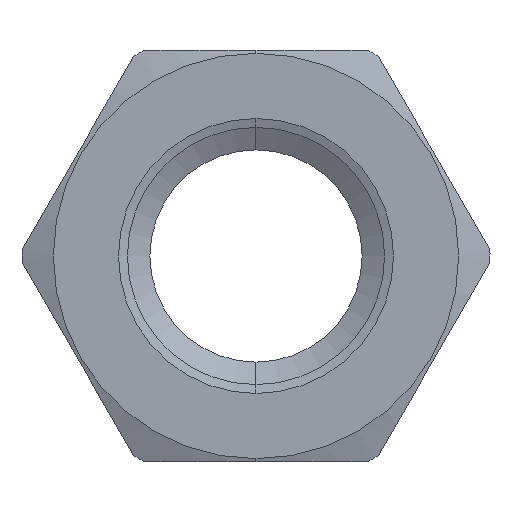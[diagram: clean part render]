
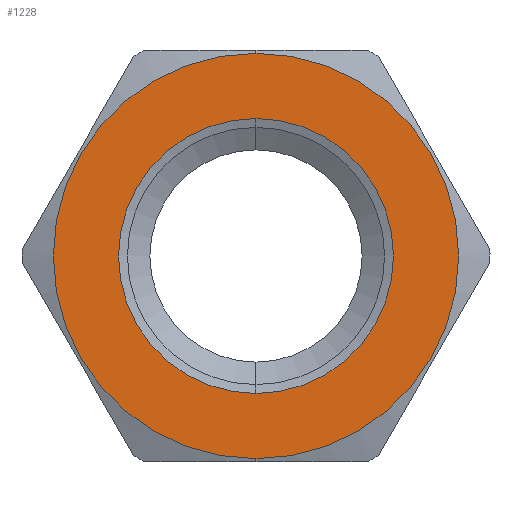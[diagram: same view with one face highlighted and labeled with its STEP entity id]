
A CAD part, front view. The second image highlights one B-rep face of the part: STEP entity #1228.
In plain terms, the highlighted planar face has unit normal (0, -1, 0).
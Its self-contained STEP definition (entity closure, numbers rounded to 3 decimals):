
#38 = CIRCLE ( 'NONE', #1145, 3.939 ) ;
#86 = AXIS2_PLACEMENT_3D ( 'NONE', #1481, #1514, #1570 ) ;
#105 = CIRCLE ( 'NONE', #1780, 2.673 ) ;
#172 = EDGE_CURVE ( 'NONE', #466, #515, #219, .T. ) ;
#193 = CIRCLE ( 'NONE', #86, 3.939 ) ;
#210 = CARTESIAN_POINT ( 'NONE',  ( 0., -4., 0. ) ) ;
#215 = CARTESIAN_POINT ( 'NONE',  ( 0., -4., -3.939 ) ) ;
#219 = CIRCLE ( 'NONE', #1464, 2.673 ) ;
#236 = EDGE_CURVE ( 'NONE', #1194, #699, #193, .T. ) ;
#247 = DIRECTION ( 'NONE',  ( 0., 0., -1. ) ) ;
#466 = VERTEX_POINT ( 'NONE', #1362 ) ;
#500 = AXIS2_PLACEMENT_3D ( 'NONE', #1190, #1193, #1180 ) ;
#515 = VERTEX_POINT ( 'NONE', #1750 ) ;
#631 = DIRECTION ( 'NONE',  ( 0., 0., 1. ) ) ;
#634 = DIRECTION ( 'NONE',  ( 0., -1., 0. ) ) ;
#699 = VERTEX_POINT ( 'NONE', #215 ) ;
#704 = EDGE_CURVE ( 'NONE', #515, #466, #105, .T. ) ;
#726 = ORIENTED_EDGE ( 'NONE', *, *, #172, .F. ) ;
#730 = ORIENTED_EDGE ( 'NONE', *, *, #704, .F. ) ;
#732 = ORIENTED_EDGE ( 'NONE', *, *, #866, .T. ) ;
#734 = ORIENTED_EDGE ( 'NONE', *, *, #236, .T. ) ;
#779 = DIRECTION ( 'NONE',  ( 0., -1., 0. ) ) ;
#866 = EDGE_CURVE ( 'NONE', #699, #1194, #38, .T. ) ;
#1063 = CARTESIAN_POINT ( 'NONE',  ( 0., -4., 0. ) ) ;
#1102 = EDGE_LOOP ( 'NONE', ( #734, #732 ) ) ;
#1145 = AXIS2_PLACEMENT_3D ( 'NONE', #1063, #634, #631 ) ;
#1180 = DIRECTION ( 'NONE',  ( -1., 0., 0. ) ) ;
#1181 = PLANE ( 'NONE',  #500 ) ;
#1190 = CARTESIAN_POINT ( 'NONE',  ( 3.987, -4., -3.987 ) ) ;
#1193 = DIRECTION ( 'NONE',  ( 0., 1., 0. ) ) ;
#1194 = VERTEX_POINT ( 'NONE', #1466 ) ;
#1228 = ADVANCED_FACE ( 'NONE', ( #1400, #1747 ), #1181, .F. ) ;
#1362 = CARTESIAN_POINT ( 'NONE',  ( 0., -4., 2.673 ) ) ;
#1400 = FACE_BOUND ( 'NONE', #1568, .T. ) ;
#1464 = AXIS2_PLACEMENT_3D ( 'NONE', #1671, #779, #1539 ) ;
#1466 = CARTESIAN_POINT ( 'NONE',  ( 0., -4., 3.939 ) ) ;
#1481 = CARTESIAN_POINT ( 'NONE',  ( 0., -4., 0. ) ) ;
#1514 = DIRECTION ( 'NONE',  ( 0., -1., 0. ) ) ;
#1516 = DIRECTION ( 'NONE',  ( 0., -1., 0. ) ) ;
#1539 = DIRECTION ( 'NONE',  ( 0., 0., -1. ) ) ;
#1568 = EDGE_LOOP ( 'NONE', ( #730, #726 ) ) ;
#1570 = DIRECTION ( 'NONE',  ( 0., 0., 1. ) ) ;
#1671 = CARTESIAN_POINT ( 'NONE',  ( 0., -4., 0. ) ) ;
#1747 = FACE_OUTER_BOUND ( 'NONE', #1102, .T. ) ;
#1750 = CARTESIAN_POINT ( 'NONE',  ( 0., -4., -2.673 ) ) ;
#1780 = AXIS2_PLACEMENT_3D ( 'NONE', #210, #1516, #247 ) ;
